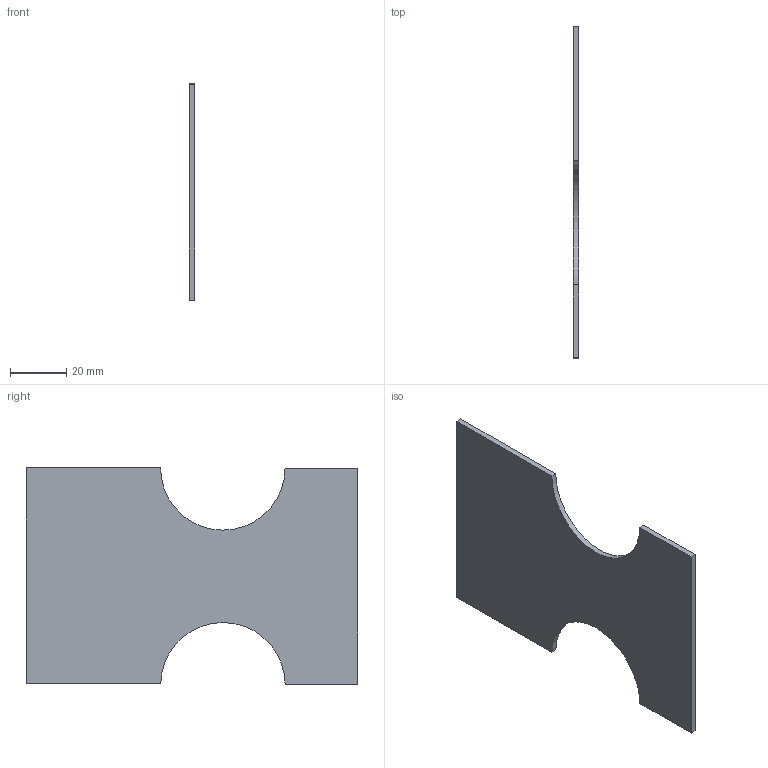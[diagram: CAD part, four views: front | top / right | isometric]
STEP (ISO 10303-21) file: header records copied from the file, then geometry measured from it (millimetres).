
FILE_DESCRIPTION(/* description */ (''),/* implementation_level */ '2;1');
FILE_NAME(/* name */ 'Documents/ _TR/_Huja/Pad 1 v3.step',/* time_stamp */ '2020-12-11T13:10:41+01:00',/* author */ (''),/* organization */ (''),/* preprocessor_version */ 'ST-DEVELOPER v18.1',/* originating_system */ 'Autodesk Translation Framework v9.3.0.1241',/* authorisation */ '');
FILE_SCHEMA (('AUTOMOTIVE_DESIGN { 1 0 10303 214 3 1 1 }'));
Length unit declared in the file: millimetre
Products named in the file (1): Pad 1
Bounding box: 2 x 118.37 x 77.22 mm (x, y, z)
Volume: 15163.4 mm3; surface area: 16044.1 mm2
Topology: 1 solids, 1 shells, 12 faces, 30 edges, 20 vertices
Faces by surface type: plane 8, torus 2, cylinder 2
Entity records: 421 total; most frequent: CARTESIAN_POINT 99, ORIENTED_EDGE 60, DIRECTION 58, EDGE_CURVE 30, LINE 20, VECTOR 20, VERTEX_POINT 20, AXIS2_PLACEMENT_3D 19
